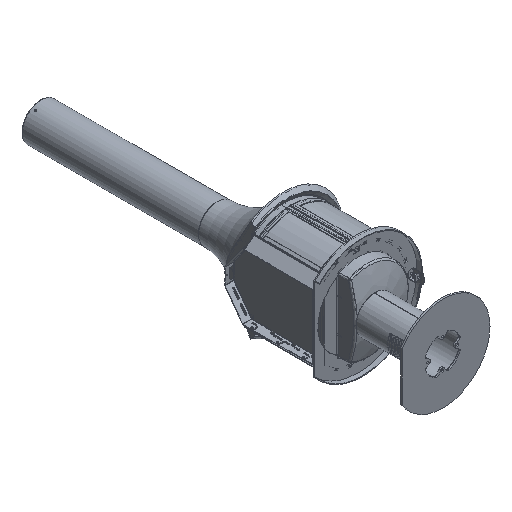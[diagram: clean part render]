
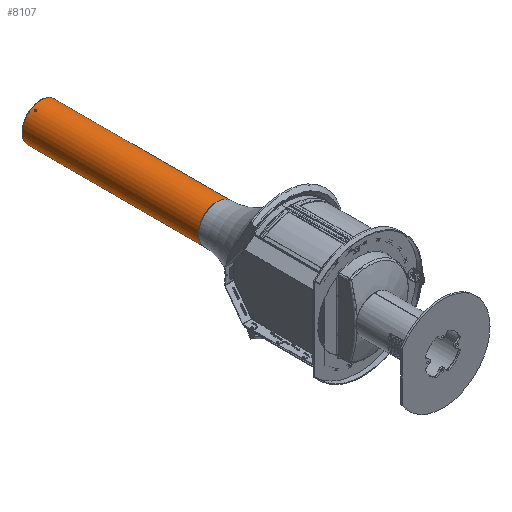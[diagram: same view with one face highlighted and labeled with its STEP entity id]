
A CAD part, isometric view. The second image highlights one B-rep face of the part: STEP entity #8107.
In plain terms, the highlighted cylindrical face has radius 109.55 mm (diameter 219.1 mm), a full revolution.
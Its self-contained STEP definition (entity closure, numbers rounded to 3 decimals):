
#8107=ADVANCED_FACE('',(#17890,#17891,#17892,#17893,#17894),#17895,.T.);
#17890=FACE_OUTER_BOUND('',#42298,.T.);
#17891=FACE_OUTER_BOUND('',#42299,.T.);
#17892=FACE_BOUND('',#42300,.T.);
#17893=FACE_BOUND('',#42301,.T.);
#17894=FACE_BOUND('',#42302,.T.);
#17895=CYLINDRICAL_SURFACE('',#42303,109.55);
#42298=EDGE_LOOP('',(#109654));
#42299=EDGE_LOOP('',(#109655));
#42300=EDGE_LOOP('',(#109656));
#42301=EDGE_LOOP('',(#109657));
#42302=EDGE_LOOP('',(#109658));
#42303=AXIS2_PLACEMENT_3D('',#109659,#109660,#109661);
#109654=ORIENTED_EDGE('',*,*,#136680,.F.);
#109655=ORIENTED_EDGE('',*,*,#136681,.T.);
#109656=ORIENTED_EDGE('',*,*,#136682,.F.);
#109657=ORIENTED_EDGE('',*,*,#136683,.F.);
#109658=ORIENTED_EDGE('',*,*,#136684,.F.);
#109659=CARTESIAN_POINT('',(8665.87,107077.687,0.));
#109660=DIRECTION('',(0.,1.0,0.0));
#109661=DIRECTION('',(-1.0,0.,0.0));
#136680=EDGE_CURVE('',#151770,#151770,#151771,.T.);
#136681=EDGE_CURVE('',#151772,#151772,#151773,.T.);
#136682=EDGE_CURVE('',#151774,#151774,#151775,.T.);
#136683=EDGE_CURVE('',#151776,#151776,#151777,.T.);
#136684=EDGE_CURVE('',#151778,#151778,#151779,.T.);
#151770=VERTEX_POINT('',#177184);
#151771=CIRCLE('',#177185,109.55);
#151772=VERTEX_POINT('',#177186);
#151773=CIRCLE('',#177187,109.55);
#151774=VERTEX_POINT('',#177188);
#151775=B_SPLINE_CURVE_WITH_KNOTS('',3,(#177189,#177190,#177191,#177192,#177193,#177194,#177195,#177196,#177197,#177198,#177199,#177200,#177201,#177202,#177203,#177204,#177205,#177206,#177207),.UNSPECIFIED.,.T.,.F.,(2,1,1,1,1,1,1,1,1,1,1,1,1,1,1,1,1,1,1,1,2),(-0.125,-0.063,0.0,0.063,0.125,0.187,0.25,0.312,0.375,0.437,0.5,0.562,0.625,0.687,0.75,0.812,0.875,0.937,1.0,1.063,1.125),.UNSPECIFIED.);
#151776=VERTEX_POINT('',#177208);
#151777=B_SPLINE_CURVE_WITH_KNOTS('',3,(#177209,#177210,#177211,#177212,#177213,#177214,#177215,#177216,#177217,#177218,#177219,#177220,#177221,#177222,#177223,#177224,#177225,#177226,#177227),.UNSPECIFIED.,.T.,.F.,(2,1,1,1,1,1,1,1,1,1,1,1,1,1,1,1,1,1,1,1,2),(-0.125,-0.063,0.0,0.063,0.125,0.187,0.25,0.312,0.375,0.437,0.5,0.562,0.625,0.687,0.75,0.812,0.875,0.937,1.0,1.063,1.125),.UNSPECIFIED.);
#151778=VERTEX_POINT('',#177228);
#151779=B_SPLINE_CURVE_WITH_KNOTS('',3,(#177229,#177230,#177231,#177232,#177233,#177234,#177235,#177236,#177237,#177238,#177239,#177240,#177241,#177242,#177243,#177244,#177245,#177246,#177247),.UNSPECIFIED.,.T.,.F.,(2,1,1,1,1,1,1,1,1,1,1,1,1,1,1,1,1,1,1,1,2),(-0.125,-0.063,0.0,0.063,0.125,0.187,0.25,0.312,0.375,0.437,0.5,0.562,0.625,0.687,0.75,0.812,0.875,0.937,1.0,1.063,1.125),.UNSPECIFIED.);
#177184=CARTESIAN_POINT('',(8556.32,108103.437,0.));
#177185=AXIS2_PLACEMENT_3D('',#228553,#228554,#228555);
#177186=CARTESIAN_POINT('',(8556.32,107077.687,0.));
#177187=AXIS2_PLACEMENT_3D('',#228556,#228557,#228558);
#177188=CARTESIAN_POINT('',(8614.595,108078.437,-96.81));
#177189=CARTESIAN_POINT('',(8614.41,108080.01,-96.712));
#177190=CARTESIAN_POINT('',(8614.688,108078.438,-96.859));
#177191=CARTESIAN_POINT('',(8614.411,108076.866,-96.712));
#177192=CARTESIAN_POINT('',(8613.626,108075.535,-96.292));
#177193=CARTESIAN_POINT('',(8612.46,108074.646,-95.652));
#177194=CARTESIAN_POINT('',(8611.095,108074.333,-94.877));
#177195=CARTESIAN_POINT('',(8609.74,108074.644,-94.082));
#177196=CARTESIAN_POINT('',(8608.601,108075.533,-93.391));
#177197=CARTESIAN_POINT('',(8607.844,108076.865,-92.921));
#177198=CARTESIAN_POINT('',(8607.579,108078.435,-92.754));
#177199=CARTESIAN_POINT('',(8607.843,108080.005,-92.92));
#177200=CARTESIAN_POINT('',(8608.598,108081.336,-93.389));
#177201=CARTESIAN_POINT('',(8609.735,108082.227,-94.079));
#177202=CARTESIAN_POINT('',(8611.089,108082.541,-94.875));
#177203=CARTESIAN_POINT('',(8612.456,108082.23,-95.65));
#177204=CARTESIAN_POINT('',(8613.624,108081.341,-96.291));
#177205=CARTESIAN_POINT('',(8614.41,108080.01,-96.712));
#177206=CARTESIAN_POINT('',(8614.688,108078.438,-96.859));
#177207=CARTESIAN_POINT('',(8614.411,108076.866,-96.712));
#177208=CARTESIAN_POINT('',(8607.667,108078.437,92.81));
#177209=CARTESIAN_POINT('',(8607.844,108080.01,92.921));
#177210=CARTESIAN_POINT('',(8607.579,108078.438,92.754));
#177211=CARTESIAN_POINT('',(8607.844,108076.866,92.921));
#177212=CARTESIAN_POINT('',(8608.6,108075.535,93.391));
#177213=CARTESIAN_POINT('',(8609.738,108074.646,94.08));
#177214=CARTESIAN_POINT('',(8611.091,108074.333,94.876));
#177215=CARTESIAN_POINT('',(8612.457,108074.644,95.651));
#177216=CARTESIAN_POINT('',(8613.625,108075.533,96.292));
#177217=CARTESIAN_POINT('',(8614.411,108076.865,96.712));
#177218=CARTESIAN_POINT('',(8614.688,108078.435,96.858));
#177219=CARTESIAN_POINT('',(8614.412,108080.005,96.713));
#177220=CARTESIAN_POINT('',(8613.629,108081.336,96.294));
#177221=CARTESIAN_POINT('',(8612.463,108082.227,95.654));
#177222=CARTESIAN_POINT('',(8611.096,108082.541,94.878));
#177223=CARTESIAN_POINT('',(8609.741,108082.23,94.083));
#177224=CARTESIAN_POINT('',(8608.602,108081.341,93.392));
#177225=CARTESIAN_POINT('',(8607.844,108080.01,92.921));
#177226=CARTESIAN_POINT('',(8607.579,108078.438,92.754));
#177227=CARTESIAN_POINT('',(8607.844,108076.866,92.921));
#177228=CARTESIAN_POINT('',(8775.347,108078.437,-4.));
#177229=CARTESIAN_POINT('',(8775.355,108076.863,-3.791));
#177230=CARTESIAN_POINT('',(8775.343,108078.436,-4.105));
#177231=CARTESIAN_POINT('',(8775.355,108080.008,-3.792));
#177232=CARTESIAN_POINT('',(8775.383,108081.339,-2.902));
#177233=CARTESIAN_POINT('',(8775.412,108082.228,-1.571));
#177234=CARTESIAN_POINT('',(8775.424,108082.541,-0.002));
#177235=CARTESIAN_POINT('',(8775.412,108082.229,1.569));
#177236=CARTESIAN_POINT('',(8775.383,108081.34,2.901));
#177237=CARTESIAN_POINT('',(8775.355,108080.009,3.791));
#177238=CARTESIAN_POINT('',(8775.343,108078.438,4.104));
#177239=CARTESIAN_POINT('',(8775.355,108076.869,3.793));
#177240=CARTESIAN_POINT('',(8775.383,108075.537,2.905));
#177241=CARTESIAN_POINT('',(8775.412,108074.647,1.575));
#177242=CARTESIAN_POINT('',(8775.424,108074.332,0.004));
#177243=CARTESIAN_POINT('',(8775.412,108074.644,-1.568));
#177244=CARTESIAN_POINT('',(8775.383,108075.532,-2.899));
#177245=CARTESIAN_POINT('',(8775.355,108076.863,-3.791));
#177246=CARTESIAN_POINT('',(8775.343,108078.436,-4.105));
#177247=CARTESIAN_POINT('',(8775.355,108080.008,-3.792));
#228553=CARTESIAN_POINT('',(8665.87,108103.437,0.));
#228554=DIRECTION('',(0.,1.0,0.0));
#228555=DIRECTION('',(-1.0,0.,0.0));
#228556=CARTESIAN_POINT('',(8665.87,107077.687,0.));
#228557=DIRECTION('',(0.,1.0,0.0));
#228558=DIRECTION('',(-1.0,0.,0.0));
